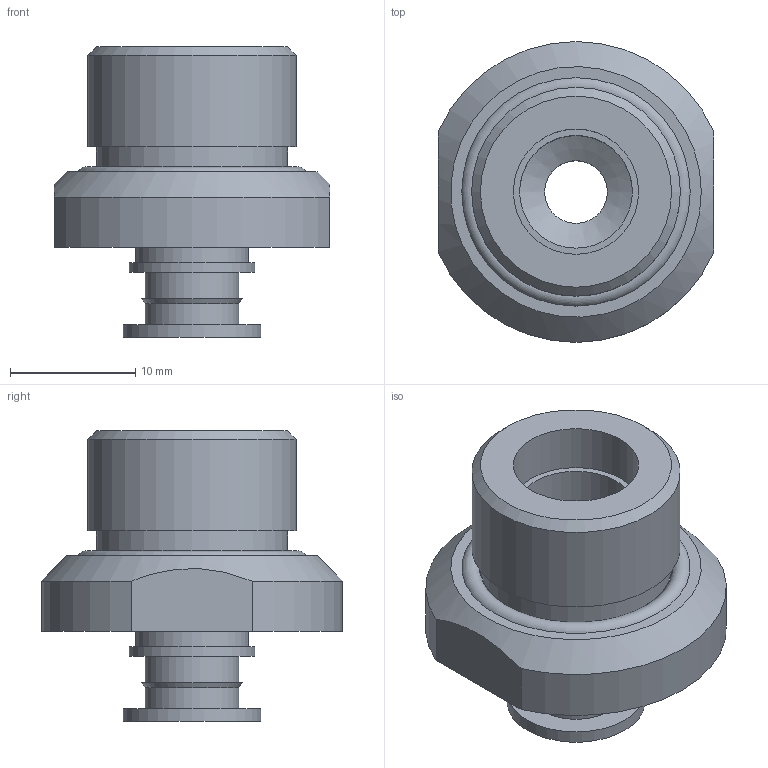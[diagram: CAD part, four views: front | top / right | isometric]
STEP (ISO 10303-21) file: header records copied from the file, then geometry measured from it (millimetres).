
FILE_DESCRIPTION((''),'2;1');
FILE_NAME('','2001-09-26T16:37:39+00:00',('Andreas Norlén'),( 'PIAB AB'),'','SolidEdge','');
FILE_SCHEMA(('CONFIG_CONTROL_DESIGN'));
Length unit declared in the file: millimetre
Bounding box: 22 x 24 x 23.2 mm (x, y, z)
Volume: 3901.7 mm3; surface area: 2658.8 mm2
Topology: 1 solids, 1 shells, 30 faces, 53 edges, 34 vertices
Faces by surface type: plane 13, cylinder 12, cone 4, torus 1
Full cylindrical faces by diameter (mm): 5 x1, 7.5 x2, 9 x2, 10 x2, 11 x1, 15.25 x1, 16.66 x1
Entity records: 839 total; most frequent: CARTESIAN_POINT 212, DIRECTION 120, ORIENTED_EDGE 74, AXIS2_PLACEMENT_3D 57, EDGE_LOOP 56, EDGE_CURVE 37, VERTEX_POINT 33, ADVANCED_FACE 30
